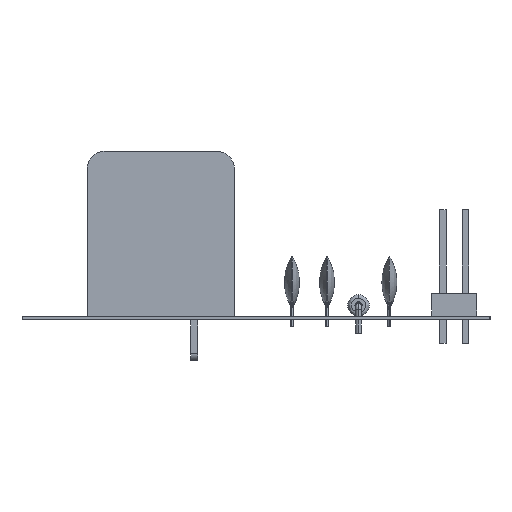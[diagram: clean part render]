
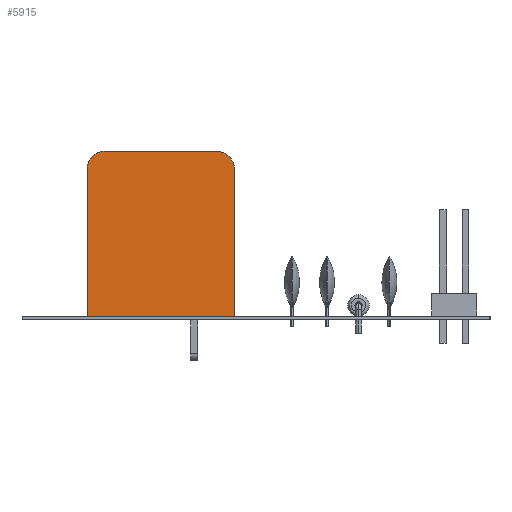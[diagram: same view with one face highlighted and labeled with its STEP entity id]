
A CAD part, left-side view. The second image highlights one B-rep face of the part: STEP entity #5915.
In plain terms, the highlighted face is planar.
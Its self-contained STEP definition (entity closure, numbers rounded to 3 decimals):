
#5579 = VERTEX_POINT('',#5580);
#5580 = CARTESIAN_POINT('',(0.,0.,0.));
#5586 = EDGE_CURVE('',#5587,#5579,#5589,.T.);
#5587 = VERTEX_POINT('',#5588);
#5588 = CARTESIAN_POINT('',(16.5,0.,0.));
#5589 = LINE('',#5590,#5591);
#5590 = CARTESIAN_POINT('',(0.,0.,0.));
#5591 = VECTOR('',#5592,1.);
#5592 = DIRECTION('',(-1.,0.,0.));
#5609 = EDGE_CURVE('',#5610,#5587,#5612,.T.);
#5610 = VERTEX_POINT('',#5611);
#5611 = CARTESIAN_POINT('',(16.5,16.5,0.));
#5612 = LINE('',#5613,#5614);
#5613 = CARTESIAN_POINT('',(16.5,0.,0.));
#5614 = VECTOR('',#5615,1.);
#5615 = DIRECTION('',(0.,-1.,0.));
#5633 = EDGE_CURVE('',#5610,#5634,#5636,.T.);
#5634 = VERTEX_POINT('',#5635);
#5635 = CARTESIAN_POINT('',(14.5,18.5,0.));
#5636 = CIRCLE('',#5637,2.);
#5637 = AXIS2_PLACEMENT_3D('',#5638,#5639,#5640);
#5638 = CARTESIAN_POINT('',(14.5,16.5,0.));
#5639 = DIRECTION('',(0.,0.,1.));
#5640 = DIRECTION('',(-1.,0.,0.));
#5659 = EDGE_CURVE('',#5660,#5634,#5662,.T.);
#5660 = VERTEX_POINT('',#5661);
#5661 = CARTESIAN_POINT('',(2.,18.5,0.));
#5662 = LINE('',#5663,#5664);
#5663 = CARTESIAN_POINT('',(2.,18.5,0.));
#5664 = VECTOR('',#5665,1.);
#5665 = DIRECTION('',(1.,0.,0.));
#5682 = EDGE_CURVE('',#5660,#5683,#5685,.T.);
#5683 = VERTEX_POINT('',#5684);
#5684 = CARTESIAN_POINT('',(0.,16.5,0.));
#5685 = CIRCLE('',#5686,2.);
#5686 = AXIS2_PLACEMENT_3D('',#5687,#5688,#5689);
#5687 = CARTESIAN_POINT('',(2.,16.5,0.));
#5688 = DIRECTION('',(0.,0.,1.));
#5689 = DIRECTION('',(-1.,0.,0.));
#5708 = EDGE_CURVE('',#5579,#5683,#5709,.T.);
#5709 = LINE('',#5710,#5711);
#5710 = CARTESIAN_POINT('',(0.,0.,0.));
#5711 = VECTOR('',#5712,1.);
#5712 = DIRECTION('',(0.,1.,0.));
#5915 = ADVANCED_FACE('',(#5916),#5924,.T.);
#5916 = FACE_BOUND('',#5917,.T.);
#5917 = EDGE_LOOP('',(#5918,#5919,#5920,#5921,#5922,#5923));
#5918 = ORIENTED_EDGE('',*,*,#5609,.T.);
#5919 = ORIENTED_EDGE('',*,*,#5586,.T.);
#5920 = ORIENTED_EDGE('',*,*,#5708,.T.);
#5921 = ORIENTED_EDGE('',*,*,#5682,.F.);
#5922 = ORIENTED_EDGE('',*,*,#5659,.T.);
#5923 = ORIENTED_EDGE('',*,*,#5633,.F.);
#5924 = PLANE('',#5925);
#5925 = AXIS2_PLACEMENT_3D('',#5926,#5927,#5928);
#5926 = CARTESIAN_POINT('',(2.,16.5,0.));
#5927 = DIRECTION('',(0.,0.,-1.));
#5928 = DIRECTION('',(-1.,0.,0.));
